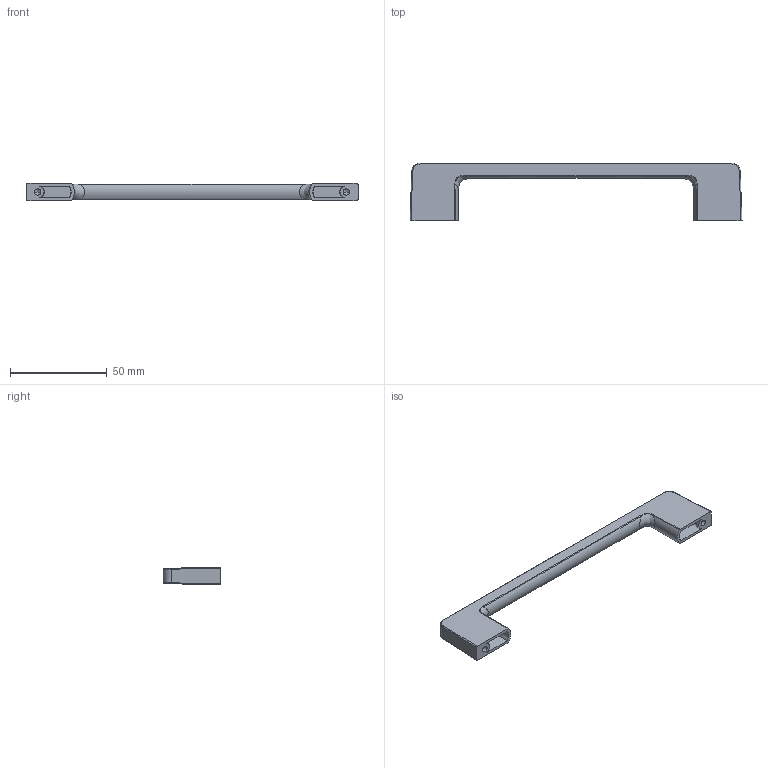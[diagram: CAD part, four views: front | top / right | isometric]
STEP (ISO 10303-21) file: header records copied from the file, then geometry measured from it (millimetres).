
FILE_DESCRIPTION(('Creo Elements/Direct Modeling STEP Export'),'2;1');
FILE_NAME('2027-172.stp','2017-09-07T 9:21:27',(''),(''),'Creo Elements/Direct Modeling STEP processor for AP214 (Solid Model)','Creo Elements/Direct Modeling 20.0 12-Nov-2016 (C) Parametric Technology GmbH','');
FILE_SCHEMA(('AUTOMOTIVE_DESIGN { 1 0 10303 214 1 1 1 1 }'));
Length unit declared in the file: millimetre
Products named in the file (1): ZN-7796
Bounding box: 172 x 30 x 9 mm (x, y, z)
Volume: 14951.9 mm3; surface area: 10580.9 mm2
Topology: 1 solids, 1 shells, 60 faces, 142 edges, 86 vertices
Faces by surface type: bspline 18, plane 15, cylinder 13, cone 8, extrusion 6
Entity records: 6665 total; most frequent: CARTESIAN_POINT 5492, ORIENTED_EDGE 276, DIRECTION 160, EDGE_CURVE 138, VERTEX_POINT 86, EDGE_LOOP 66, FACE_OUTER_BOUND 60, ADVANCED_FACE 60
